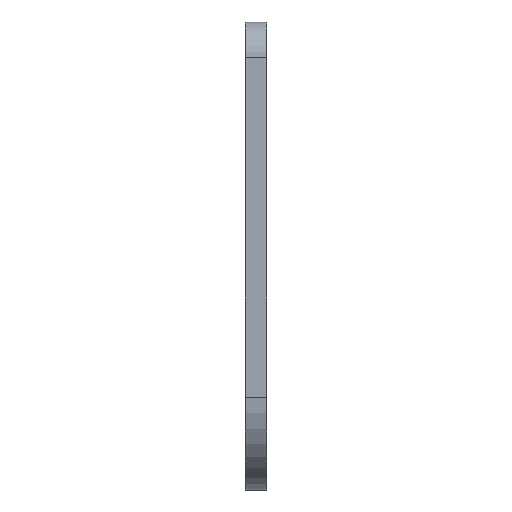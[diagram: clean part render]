
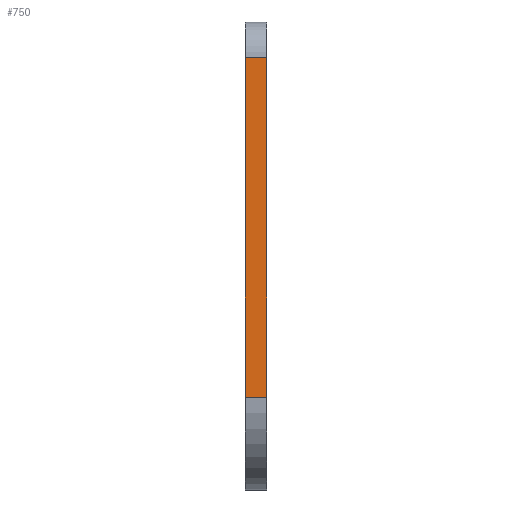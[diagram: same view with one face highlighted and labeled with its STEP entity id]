
A CAD part, left-side view. The second image highlights one B-rep face of the part: STEP entity #750.
In plain terms, the highlighted planar face has unit normal (-1, 0, 0).
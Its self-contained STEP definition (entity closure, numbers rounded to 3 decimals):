
#8 = CARTESIAN_POINT ( 'NONE',  ( 0., 3., 0. ) ) ;
#23 = FACE_OUTER_BOUND ( 'NONE', #262, .T. ) ;
#34 = DIRECTION ( 'NONE',  ( 0., 0., 1. ) ) ;
#81 = PLANE ( 'NONE',  #613 ) ;
#110 = LINE ( 'NONE', #664, #404 ) ;
#131 = ORIENTED_EDGE ( 'NONE', *, *, #138, .T. ) ;
#138 = EDGE_CURVE ( 'NONE', #407, #764, #294, .T. ) ;
#146 = VERTEX_POINT ( 'NONE', #861 ) ;
#190 = CARTESIAN_POINT ( 'NONE',  ( 0., 3., -52.5 ) ) ;
#225 = LINE ( 'NONE', #507, #566 ) ;
#262 = EDGE_LOOP ( 'NONE', ( #268, #131, #538, #785 ) ) ;
#268 = ORIENTED_EDGE ( 'NONE', *, *, #769, .T. ) ;
#269 = EDGE_CURVE ( 'NONE', #271, #146, #331, .T. ) ;
#271 = VERTEX_POINT ( 'NONE', #190 ) ;
#294 = LINE ( 'NONE', #577, #342 ) ;
#298 = DIRECTION ( 'NONE',  ( 1., 0., 0. ) ) ;
#306 = DIRECTION ( 'NONE',  ( 0., 1., 0. ) ) ;
#331 = LINE ( 'NONE', #543, #612 ) ;
#342 = VECTOR ( 'NONE', #306, 1000. ) ;
#404 = VECTOR ( 'NONE', #34, 1000. ) ;
#407 = VERTEX_POINT ( 'NONE', #692 ) ;
#507 = CARTESIAN_POINT ( 'NONE',  ( 0., 0., 0. ) ) ;
#532 = EDGE_CURVE ( 'NONE', #271, #764, #110, .T. ) ;
#538 = ORIENTED_EDGE ( 'NONE', *, *, #532, .F. ) ;
#543 = CARTESIAN_POINT ( 'NONE',  ( 0., 3., -52.5 ) ) ;
#566 = VECTOR ( 'NONE', #706, 1000. ) ;
#577 = CARTESIAN_POINT ( 'NONE',  ( 0., 3., -5. ) ) ;
#612 = VECTOR ( 'NONE', #743, 1000. ) ;
#613 = AXIS2_PLACEMENT_3D ( 'NONE', #8, #298, #844 ) ;
#664 = CARTESIAN_POINT ( 'NONE',  ( 0., 3., 0. ) ) ;
#692 = CARTESIAN_POINT ( 'NONE',  ( 0., 0., -5. ) ) ;
#706 = DIRECTION ( 'NONE',  ( 0., 0., 1. ) ) ;
#743 = DIRECTION ( 'NONE',  ( 0., -1., 0. ) ) ;
#750 = ADVANCED_FACE ( 'NONE', ( #23 ), #81, .F. ) ;
#764 = VERTEX_POINT ( 'NONE', #855 ) ;
#769 = EDGE_CURVE ( 'NONE', #146, #407, #225, .T. ) ;
#785 = ORIENTED_EDGE ( 'NONE', *, *, #269, .T. ) ;
#844 = DIRECTION ( 'NONE',  ( 0., 0., -1. ) ) ;
#855 = CARTESIAN_POINT ( 'NONE',  ( 0., 3., -5. ) ) ;
#861 = CARTESIAN_POINT ( 'NONE',  ( 0., 0., -52.5 ) ) ;
